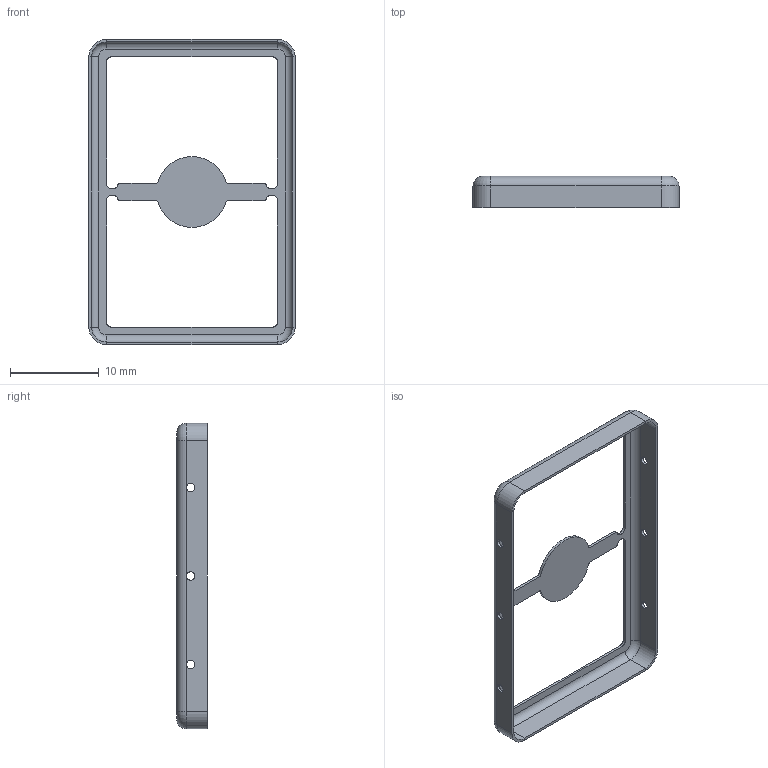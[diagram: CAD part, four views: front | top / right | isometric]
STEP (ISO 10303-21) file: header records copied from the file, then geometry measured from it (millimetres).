
FILE_DESCRIPTION(('STEP AP214'),'1');
FILE_NAME('ms345-10f-ns.stp','2024-03-31T12:11:28',('TraceParts'),('TraceParts S.A.'),'Spatial InterOp 3D',' ',' ');
FILE_SCHEMA(('AUTOMOTIVE_DESIGN { 1 0 10303 214 1 1 1 1 }'));
Length unit declared in the file: millimetre
Products named in the file (1): ms345-10f-ns
Bounding box: 23.3 x 3.5 x 34.5 mm (x, y, z)
Volume: 176.5 mm3; surface area: 1257.8 mm2
Topology: 1 solids, 1 shells, 88 faces, 226 edges, 140 vertices
Faces by surface type: cylinder 52, plane 28, torus 8
Entity records: 2733 total; most frequent: DIRECTION 516, CARTESIAN_POINT 455, ORIENTED_EDGE 452, EDGE_CURVE 226, AXIS2_PLACEMENT_3D 201, VERTEX_POINT 140, LINE 114, VECTOR 114
